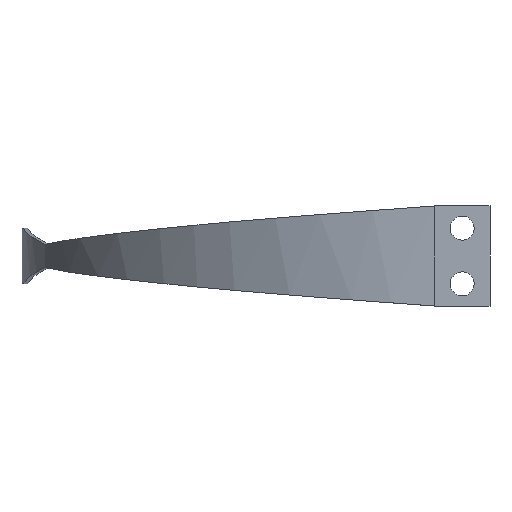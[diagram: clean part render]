
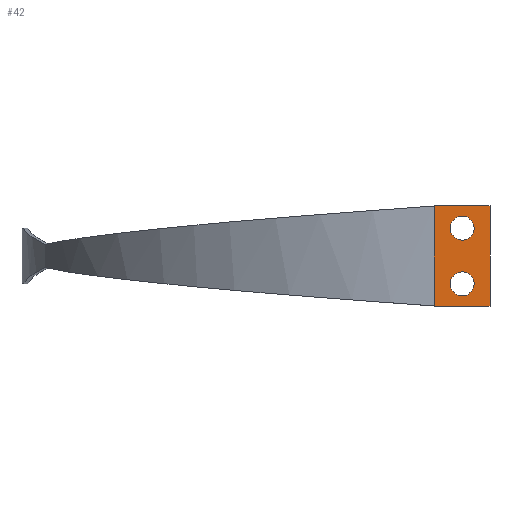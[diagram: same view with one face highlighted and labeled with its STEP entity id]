
A CAD part, front view. The second image highlights one B-rep face of the part: STEP entity #42.
In plain terms, the highlighted planar face has unit normal (0, -1, 0).
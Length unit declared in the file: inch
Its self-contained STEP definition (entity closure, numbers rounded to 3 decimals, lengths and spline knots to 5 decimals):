
#6 = CIRCLE ( 'NONE', #10, 0.08475 ) ;
#7 = DIRECTION ( 'NONE',  ( 1., 0., 0. ) ) ;
#8 = DIRECTION ( 'NONE',  ( 0., -1., 0. ) ) ;
#9 = CARTESIAN_POINT ( 'NONE',  ( -0.19685, -0.02992, 0.15733 ) ) ;
#10 = AXIS2_PLACEMENT_3D ( 'NONE', #9, #8, #7 ) ;
#12 = EDGE_CURVE ( 'NONE', #20, #97, #1550, .T. ) ;
#15 = VERTEX_POINT ( 'NONE', #1556 ) ;
#16 = ORIENTED_EDGE ( 'NONE', *, *, #31, .F. ) ;
#17 = EDGE_LOOP ( 'NONE', ( #68, #46 ) ) ;
#20 = VERTEX_POINT ( 'NONE', #1560 ) ;
#22 = VERTEX_POINT ( 'NONE', #1566 ) ;
#24 = EDGE_CURVE ( 'NONE', #71, #77, #1574, .T. ) ;
#25 = ORIENTED_EDGE ( 'NONE', *, *, #79, .F. ) ;
#28 = EDGE_CURVE ( 'NONE', #15, #1505, #1563, .T. ) ;
#31 = EDGE_CURVE ( 'NONE', #77, #71, #6, .T. ) ;
#32 = ORIENTED_EDGE ( 'NONE', *, *, #28, .T. ) ;
#34 = ORIENTED_EDGE ( 'NONE', *, *, #1506, .T. ) ;
#42 = ADVANCED_FACE ( 'NONE', ( #172, #170, #168 ), #239, .T. ) ;
#46 = ORIENTED_EDGE ( 'NONE', *, *, #50, .F. ) ;
#49 = EDGE_CURVE ( 'NONE', #22, #1510, #226, .T. ) ;
#50 = EDGE_CURVE ( 'NONE', #97, #20, #227, .T. ) ;
#57 = EDGE_LOOP ( 'NONE', ( #58, #25, #32, #34 ) ) ;
#58 = ORIENTED_EDGE ( 'NONE', *, *, #49, .F. ) ;
#59 = EDGE_LOOP ( 'NONE', ( #16, #78 ) ) ;
#68 = ORIENTED_EDGE ( 'NONE', *, *, #12, .F. ) ;
#71 = VERTEX_POINT ( 'NONE', #261 ) ;
#77 = VERTEX_POINT ( 'NONE', #320 ) ;
#78 = ORIENTED_EDGE ( 'NONE', *, *, #24, .F. ) ;
#79 = EDGE_CURVE ( 'NONE', #15, #22, #311, .T. ) ;
#97 = VERTEX_POINT ( 'NONE', #313 ) ;
#164 = CARTESIAN_POINT ( 'NONE',  ( -0.19685, -0.02992, 0.55133 ) ) ;
#168 = FACE_OUTER_BOUND ( 'NONE', #57, .T. ) ;
#169 = AXIS2_PLACEMENT_3D ( 'NONE', #173, #238, #228 ) ;
#170 = FACE_BOUND ( 'NONE', #59, .T. ) ;
#172 = FACE_BOUND ( 'NONE', #17, .T. ) ;
#173 = CARTESIAN_POINT ( 'NONE',  ( 0., -0.02992, 0.70866 ) ) ;
#226 = LINE ( 'NONE', #281, #280 ) ;
#227 = CIRCLE ( 'NONE', #232, 0.08475 ) ;
#228 = DIRECTION ( 'NONE',  ( 1., 0., 0. ) ) ;
#232 = AXIS2_PLACEMENT_3D ( 'NONE', #164, #277, #276 ) ;
#238 = DIRECTION ( 'NONE',  ( 0., -1., 0. ) ) ;
#239 = PLANE ( 'NONE',  #169 ) ;
#261 = CARTESIAN_POINT ( 'NONE',  ( -0.1121, -0.02992, 0.15733 ) ) ;
#276 = DIRECTION ( 'NONE',  ( 1., 0., 0. ) ) ;
#277 = DIRECTION ( 'NONE',  ( 0., -1., 0. ) ) ;
#279 = DIRECTION ( 'NONE',  ( -1., 0., 0. ) ) ;
#280 = VECTOR ( 'NONE', #279, 39.37008 ) ;
#281 = CARTESIAN_POINT ( 'NONE',  ( 0., -0.02992, 0. ) ) ;
#308 = DIRECTION ( 'NONE',  ( 0., 0., -1. ) ) ;
#309 = VECTOR ( 'NONE', #308, 39.37008 ) ;
#310 = CARTESIAN_POINT ( 'NONE',  ( 0., -0.02992, 0.70866 ) ) ;
#311 = LINE ( 'NONE', #310, #309 ) ;
#313 = CARTESIAN_POINT ( 'NONE',  ( -0.1121, -0.02992, 0.55133 ) ) ;
#320 = CARTESIAN_POINT ( 'NONE',  ( -0.2816, -0.02992, 0.15733 ) ) ;
#981 = DIRECTION ( 'NONE',  ( 0., 0., -1. ) ) ;
#982 = VECTOR ( 'NONE', #981, 39.37008 ) ;
#983 = CARTESIAN_POINT ( 'NONE',  ( -0.3937, -0.02992, 0.70866 ) ) ;
#984 = LINE ( 'NONE', #983, #982 ) ;
#986 = CARTESIAN_POINT ( 'NONE',  ( -0.3937, -0.02992, 0. ) ) ;
#987 = CARTESIAN_POINT ( 'NONE',  ( -0.3937, -0.02992, 0.70866 ) ) ;
#1502 = CARTESIAN_POINT ( 'NONE',  ( -0.19685, -0.02992, 0.55133 ) ) ;
#1505 = VERTEX_POINT ( 'NONE', #987 ) ;
#1506 = EDGE_CURVE ( 'NONE', #1505, #1510, #984, .T. ) ;
#1510 = VERTEX_POINT ( 'NONE', #986 ) ;
#1518 = DIRECTION ( 'NONE',  ( 0., -1., 0. ) ) ;
#1535 = DIRECTION ( 'NONE',  ( 0., -1., 0. ) ) ;
#1549 = AXIS2_PLACEMENT_3D ( 'NONE', #1502, #1518, #1577 ) ;
#1550 = CIRCLE ( 'NONE', #1549, 0.08475 ) ;
#1551 = DIRECTION ( 'NONE',  ( 1., 0., 0. ) ) ;
#1556 = CARTESIAN_POINT ( 'NONE',  ( 0., -0.02992, 0.70866 ) ) ;
#1557 = AXIS2_PLACEMENT_3D ( 'NONE', #1573, #1535, #1551 ) ;
#1560 = CARTESIAN_POINT ( 'NONE',  ( -0.2816, -0.02992, 0.55133 ) ) ;
#1562 = CARTESIAN_POINT ( 'NONE',  ( 0., -0.02992, 0.70866 ) ) ;
#1563 = LINE ( 'NONE', #1562, #1565 ) ;
#1564 = DIRECTION ( 'NONE',  ( -1., 0., 0. ) ) ;
#1565 = VECTOR ( 'NONE', #1564, 39.37008 ) ;
#1566 = CARTESIAN_POINT ( 'NONE',  ( 0., -0.02992, 0. ) ) ;
#1573 = CARTESIAN_POINT ( 'NONE',  ( -0.19685, -0.02992, 0.15733 ) ) ;
#1574 = CIRCLE ( 'NONE', #1557, 0.08475 ) ;
#1577 = DIRECTION ( 'NONE',  ( 1., 0., 0. ) ) ;
